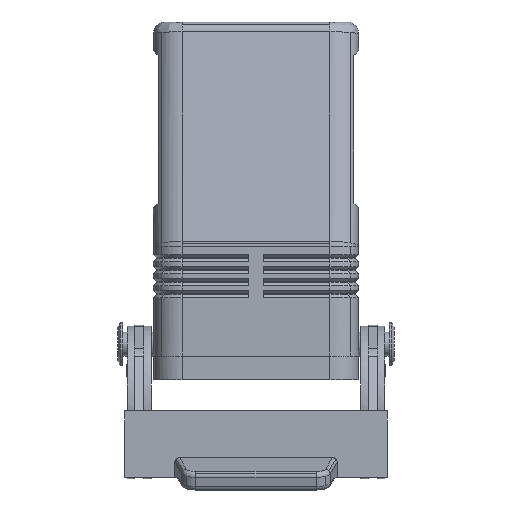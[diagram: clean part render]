
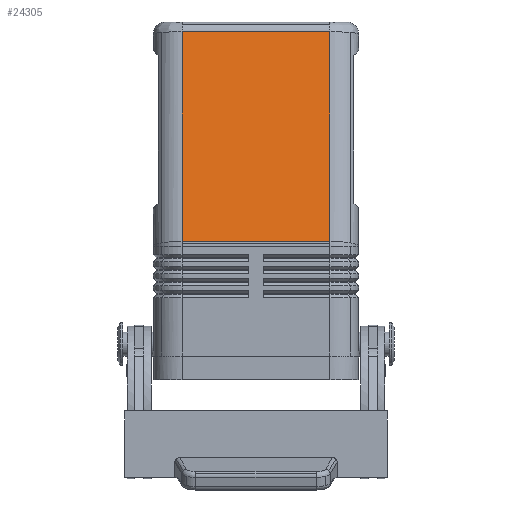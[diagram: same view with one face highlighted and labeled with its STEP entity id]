
A CAD part, left-side view. The second image highlights one B-rep face of the part: STEP entity #24305.
In plain terms, the highlighted planar face has unit normal (-0.984, 0, 0.18).
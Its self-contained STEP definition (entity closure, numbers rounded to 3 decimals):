
#1550=CARTESIAN_POINT('',(-36.402,-15.5,29.035));
#1551=VERTEX_POINT('',#1550);
#1559=CARTESIAN_POINT('',(-36.402,15.5,29.035));
#1560=VERTEX_POINT('',#1559);
#1561=CARTESIAN_POINT('',(-36.402,-15.5,29.035));
#1562=DIRECTION('',(0.0,1.0,0.0));
#1563=VECTOR('',#1562,31.);
#1564=LINE('',#1561,#1563);
#1565=EDGE_CURVE('',#1551,#1560,#1564,.T.);
#23774=CARTESIAN_POINT('',(-28.375,-15.5,72.95));
#23775=VERTEX_POINT('',#23774);
#23783=CARTESIAN_POINT('',(-28.375,-15.5,72.95));
#23784=DIRECTION('',(-0.18,0.,-0.984));
#23785=VECTOR('',#23784,44.642);
#23786=LINE('',#23783,#23785);
#23787=EDGE_CURVE('',#23775,#1551,#23786,.T.);
#24282=CARTESIAN_POINT('',(-28.,0.0,75.));
#24283=DIRECTION('',(-0.984,0.0,0.18));
#24284=DIRECTION('',(0.18,0.0,0.984));
#24285=AXIS2_PLACEMENT_3D('',#24282,#24283,#24284);
#24286=PLANE('',#24285);
#24287=ORIENTED_EDGE('',*,*,#23787,.F.);
#24288=CARTESIAN_POINT('',(-28.375,15.5,72.95));
#24289=VERTEX_POINT('',#24288);
#24290=CARTESIAN_POINT('',(-28.375,15.5,72.95));
#24291=DIRECTION('',(0.0,-1.0,0.0));
#24292=VECTOR('',#24291,31.0);
#24293=LINE('',#24290,#24292);
#24294=EDGE_CURVE('',#24289,#23775,#24293,.T.);
#24295=ORIENTED_EDGE('',*,*,#24294,.F.);
#24296=CARTESIAN_POINT('',(-36.402,15.5,29.035));
#24297=DIRECTION('',(0.18,0.,0.984));
#24298=VECTOR('',#24297,44.642);
#24299=LINE('',#24296,#24298);
#24300=EDGE_CURVE('',#1560,#24289,#24299,.T.);
#24301=ORIENTED_EDGE('',*,*,#24300,.F.);
#24302=ORIENTED_EDGE('',*,*,#1565,.F.);
#24303=EDGE_LOOP('',(#24287,#24295,#24301,#24302));
#24304=FACE_OUTER_BOUND('',#24303,.T.);
#24305=ADVANCED_FACE('',(#24304),#24286,.T.);
